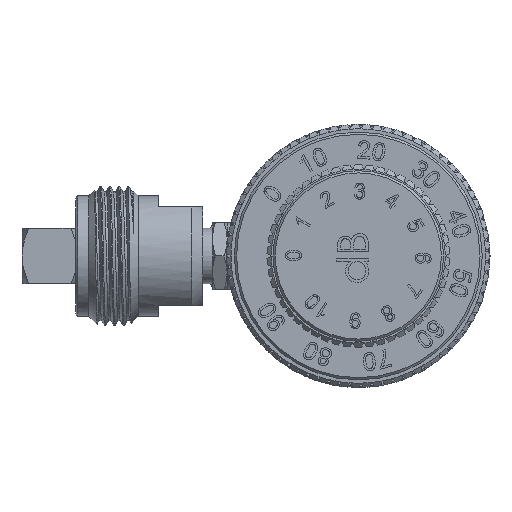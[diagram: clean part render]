
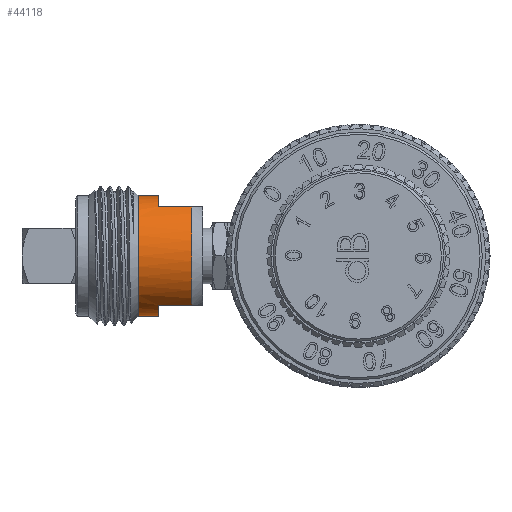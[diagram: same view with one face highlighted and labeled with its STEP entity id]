
A CAD part, left-side view. The second image highlights one B-rep face of the part: STEP entity #44118.
In plain terms, the highlighted cylindrical face has radius 6.858 mm (diameter 13.716 mm), a full revolution.
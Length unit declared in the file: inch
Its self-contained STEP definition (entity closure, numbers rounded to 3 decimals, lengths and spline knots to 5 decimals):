
#1242 = FACE_OUTER_BOUND ( 'NONE', #15068, .T. ) ;
#1585 = EDGE_CURVE ( 'NONE', #9838, #61615, #22637, .T. ) ;
#2978 = LINE ( 'NONE', #49717, #58866 ) ;
#4183 = CARTESIAN_POINT ( 'NONE',  ( 2.04379, 0.89772, -0.22 ) ) ;
#5606 = CARTESIAN_POINT ( 'NONE',  ( 2.04379, 0.89772, 0.22 ) ) ;
#6672 = CYLINDRICAL_SURFACE ( 'NONE', #63893, 0.27 ) ;
#8589 = DIRECTION ( 'NONE',  ( 0., 1., 0. ) ) ;
#8988 = EDGE_CURVE ( 'NONE', #57503, #57503, #19431, .T. ) ;
#9269 = CARTESIAN_POINT ( 'NONE',  ( 1.73074, 0.89772, -0.22 ) ) ;
#9541 = CARTESIAN_POINT ( 'NONE',  ( 1.88726, 0.74772, 0. ) ) ;
#9838 = VERTEX_POINT ( 'NONE', #16808 ) ;
#10263 = VECTOR ( 'NONE', #17504, 39.37008 ) ;
#11978 = DIRECTION ( 'NONE',  ( 0., -1., 0. ) ) ;
#13285 = ORIENTED_EDGE ( 'NONE', *, *, #39396, .T. ) ;
#13428 = EDGE_CURVE ( 'NONE', #61615, #52907, #63731, .T. ) ;
#13512 = LINE ( 'NONE', #43232, #58857 ) ;
#13600 = AXIS2_PLACEMENT_3D ( 'NONE', #21992, #36726, #30903 ) ;
#14120 = EDGE_CURVE ( 'NONE', #25433, #48187, #28895, .T. ) ;
#14671 = DIRECTION ( 'NONE',  ( 0., 0., -1. ) ) ;
#15068 = EDGE_LOOP ( 'NONE', ( #56251, #13285, #42090, #20215, #34904, #26639, #60476, #58678 ) ) ;
#15681 = EDGE_CURVE ( 'NONE', #52907, #25433, #33150, .T. ) ;
#16808 = CARTESIAN_POINT ( 'NONE',  ( 1.73074, 0.74772, 0.22 ) ) ;
#17504 = DIRECTION ( 'NONE',  ( 0., 1., 0. ) ) ;
#18001 = VERTEX_POINT ( 'NONE', #53892 ) ;
#18681 = CIRCLE ( 'NONE', #56851, 0.27 ) ;
#18729 = ORIENTED_EDGE ( 'NONE', *, *, #8988, .F. ) ;
#19431 = CIRCLE ( 'NONE', #44481, 0.27 ) ;
#20215 = ORIENTED_EDGE ( 'NONE', *, *, #1585, .T. ) ;
#21992 = CARTESIAN_POINT ( 'NONE',  ( 1.88726, 0.89772, 0. ) ) ;
#22028 = CARTESIAN_POINT ( 'NONE',  ( 1.88726, 0.90772, 0. ) ) ;
#22344 = EDGE_CURVE ( 'NONE', #18001, #9838, #63074, .T. ) ;
#22500 = CARTESIAN_POINT ( 'NONE',  ( 2.04379, 0.74772, 0.22 ) ) ;
#22637 = LINE ( 'NONE', #42475, #10263 ) ;
#25433 = VERTEX_POINT ( 'NONE', #22500 ) ;
#26639 = ORIENTED_EDGE ( 'NONE', *, *, #15681, .T. ) ;
#28217 = DIRECTION ( 'NONE',  ( 0., 0., -1. ) ) ;
#28895 = CIRCLE ( 'NONE', #36595, 0.27 ) ;
#30903 = DIRECTION ( 'NONE',  ( 0., 0., -1. ) ) ;
#31246 = CARTESIAN_POINT ( 'NONE',  ( 2.15726, 0.98772, 0. ) ) ;
#33150 = LINE ( 'NONE', #63855, #48627 ) ;
#34023 = DIRECTION ( 'NONE',  ( 0., -1., 0. ) ) ;
#34024 = CARTESIAN_POINT ( 'NONE',  ( 1.88726, 0.74772, 0. ) ) ;
#34904 = ORIENTED_EDGE ( 'NONE', *, *, #13428, .T. ) ;
#35392 = DIRECTION ( 'NONE',  ( 0., 1., 0. ) ) ;
#36595 = AXIS2_PLACEMENT_3D ( 'NONE', #34024, #48688, #28217 ) ;
#36632 = CARTESIAN_POINT ( 'NONE',  ( 2.04379, 0.74772, -0.22 ) ) ;
#36726 = DIRECTION ( 'NONE',  ( 0., 1., 0. ) ) ;
#39396 = EDGE_CURVE ( 'NONE', #61708, #18001, #13512, .T. ) ;
#40190 = AXIS2_PLACEMENT_3D ( 'NONE', #9541, #65873, #14671 ) ;
#40218 = DIRECTION ( 'NONE',  ( 1., 0., 0. ) ) ;
#42090 = ORIENTED_EDGE ( 'NONE', *, *, #22344, .T. ) ;
#42475 = CARTESIAN_POINT ( 'NONE',  ( 1.73074, 0.90772, 0.22 ) ) ;
#43232 = CARTESIAN_POINT ( 'NONE',  ( 1.73074, 0.90772, -0.22 ) ) ;
#43516 = CARTESIAN_POINT ( 'NONE',  ( 1.88726, 0.89772, 0. ) ) ;
#44118 = ADVANCED_FACE ( 'NONE', ( #53410, #1242 ), #6672, .T. ) ;
#44301 = CARTESIAN_POINT ( 'NONE',  ( 1.88726, 0.98772, 0. ) ) ;
#44481 = AXIS2_PLACEMENT_3D ( 'NONE', #44301, #66137, #40218 ) ;
#45200 = VERTEX_POINT ( 'NONE', #4183 ) ;
#48187 = VERTEX_POINT ( 'NONE', #36632 ) ;
#48627 = VECTOR ( 'NONE', #11978, 39.37008 ) ;
#48688 = DIRECTION ( 'NONE',  ( 0., 1., 0. ) ) ;
#49717 = CARTESIAN_POINT ( 'NONE',  ( 2.04379, 0.90772, -0.22 ) ) ;
#52759 = DIRECTION ( 'NONE',  ( 1., 0., 0. ) ) ;
#52907 = VERTEX_POINT ( 'NONE', #5606 ) ;
#53410 = FACE_OUTER_BOUND ( 'NONE', #57635, .T. ) ;
#53892 = CARTESIAN_POINT ( 'NONE',  ( 1.73074, 0.74772, -0.22 ) ) ;
#56251 = ORIENTED_EDGE ( 'NONE', *, *, #65558, .T. ) ;
#56851 = AXIS2_PLACEMENT_3D ( 'NONE', #43516, #8589, #64319 ) ;
#57053 = CARTESIAN_POINT ( 'NONE',  ( 1.73074, 0.89772, 0.22 ) ) ;
#57503 = VERTEX_POINT ( 'NONE', #31246 ) ;
#57635 = EDGE_LOOP ( 'NONE', ( #18729 ) ) ;
#58518 = DIRECTION ( 'NONE',  ( 0., 1., 0. ) ) ;
#58678 = ORIENTED_EDGE ( 'NONE', *, *, #60243, .T. ) ;
#58857 = VECTOR ( 'NONE', #34023, 39.37008 ) ;
#58866 = VECTOR ( 'NONE', #35392, 39.37008 ) ;
#60243 = EDGE_CURVE ( 'NONE', #48187, #45200, #2978, .T. ) ;
#60476 = ORIENTED_EDGE ( 'NONE', *, *, #14120, .T. ) ;
#61615 = VERTEX_POINT ( 'NONE', #57053 ) ;
#61708 = VERTEX_POINT ( 'NONE', #9269 ) ;
#63074 = CIRCLE ( 'NONE', #40190, 0.27 ) ;
#63731 = CIRCLE ( 'NONE', #13600, 0.27 ) ;
#63855 = CARTESIAN_POINT ( 'NONE',  ( 2.04379, 0.90772, 0.22 ) ) ;
#63893 = AXIS2_PLACEMENT_3D ( 'NONE', #22028, #58518, #52759 ) ;
#64319 = DIRECTION ( 'NONE',  ( 0., 0., -1. ) ) ;
#65558 = EDGE_CURVE ( 'NONE', #45200, #61708, #18681, .T. ) ;
#65873 = DIRECTION ( 'NONE',  ( 0., 1., 0. ) ) ;
#66137 = DIRECTION ( 'NONE',  ( 0., 1., 0. ) ) ;
